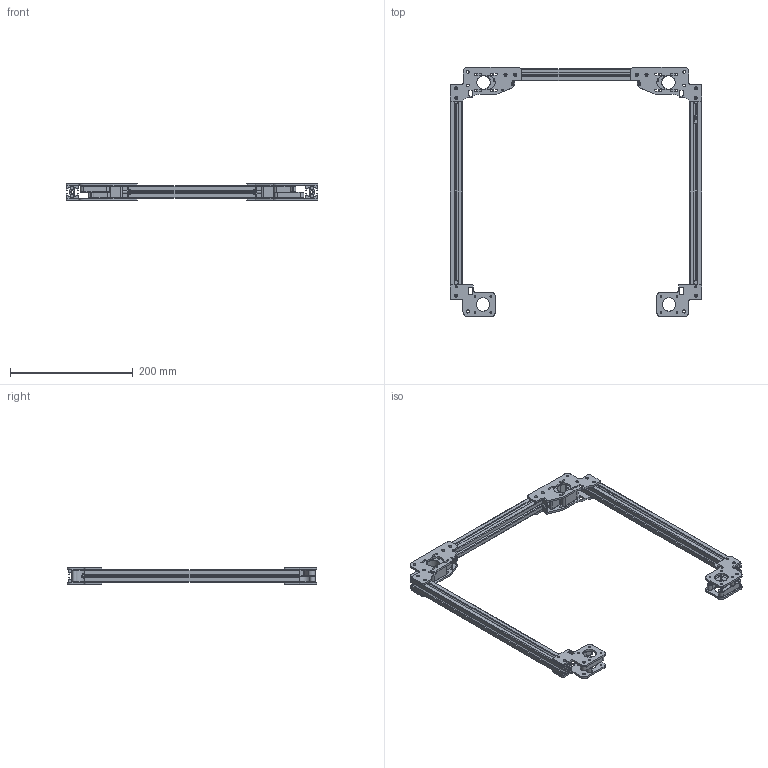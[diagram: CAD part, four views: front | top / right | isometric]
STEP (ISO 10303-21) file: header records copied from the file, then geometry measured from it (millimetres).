
FILE_DESCRIPTION(/* description */ (''),/* implementation_level */ '2;1');
FILE_NAME(/* name */ '2.4_AWD_NEMA14 v3.step',/* time_stamp */ '2023-03-08T11:08:50-08:00',/* author */ (''),/* organization */ (''),/* preprocessor_version */ 'ST-DEVELOPER v19.2',/* originating_system */ 'Autodesk Translation Framework v11.17.0.187',/* authorisation */ '');
FILE_SCHEMA (('AUTOMOTIVE_DESIGN { 1 0 10303 214 3 1 1 }'));
Products named in the file (40): 2.4_AWD_NEMA14; HFSB5-2020-350; 2020 Drop-in T-nut, M5 (55); 2020 Drop-in T-nut, M5 (54); 2020 Drop-in T-nut, M5 (53); 2020 Drop-in T-nut, M3 (56); 2020 Drop-in T-nut, M3 (37); 2020 Drop-in T-nut, M3 (38); 2020 Drop-in T-nut, M3 (39); 2020 Drop-in T-nut, M3 (40); 2020 Drop-in T-nut, M3 (41); 2020 Drop-in T-nut, M3 (42); 2020 Drop-in T-nut, M3 (43); 2020 Drop-in T-nut, M3 (44); 2020 Drop-in T-nut, M3 (54); 2020 Drop-in T-nut, M3 (30); 2020 Drop-in T-nut, M5 (14); 2020 Drop-in T-nut, M5 (13); 2020 Drop-in T-nut, M5 (15); HFSB5-2020-350 (1); 2020 Drop-in T-nut, M5 (47); 2020 Drop-in T-nut, M5 (60); 2020 Drop-in T-nut, M5 (52); 2020 Drop-in T-nut, M3 (55); 2020 Drop-in T-nut, M3 (45); 2020 Drop-in T-nut, M3 (46); 2020 Drop-in T-nut, M3 (47); 2020 Drop-in T-nut, M3 (48); 2020 Drop-in T-nut, M3 (49); 2020 Drop-in T-nut, M3 (50); 2020 Drop-in T-nut, M3 (51); 2020 Drop-in T-nut, M3 (52); 2020 Drop-in T-nut, M5 (18); 2020 Drop-in T-nut, M5 (17); 2020 Drop-in T-nut, M5 (16); 2020 Drop-in T-nut, M3 (31); Front_Left_Drive; Rear_Left-Drive; Rear_Right_Drive; Front_Right_Drive
Assembly tree (39 placements, depth 3):
  2.4_AWD_NEMA14
    HFSB5-2020-350
      2020 Drop-in T-nut, M5 (55)
      2020 Drop-in T-nut, M5 (54)
      2020 Drop-in T-nut, M5 (53)
      2020 Drop-in T-nut, M3 (56)
      2020 Drop-in T-nut, M3 (37)
      2020 Drop-in T-nut, M3 (38)
      2020 Drop-in T-nut, M3 (39)
      2020 Drop-in T-nut, M3 (40)
      2020 Drop-in T-nut, M3 (41)
      2020 Drop-in T-nut, M3 (42)
      2020 Drop-in T-nut, M3 (43)
      2020 Drop-in T-nut, M3 (44)
      2020 Drop-in T-nut, M3 (54)
      2020 Drop-in T-nut, M3 (30)
      2020 Drop-in T-nut, M5 (14)
      2020 Drop-in T-nut, M5 (13)
      2020 Drop-in T-nut, M5 (15)
    HFSB5-2020-350 (1)
      2020 Drop-in T-nut, M5 (47)
      2020 Drop-in T-nut, M5 (60)
      2020 Drop-in T-nut, M5 (52)
      2020 Drop-in T-nut, M3 (55)
      2020 Drop-in T-nut, M3 (45)
      2020 Drop-in T-nut, M3 (46)
      2020 Drop-in T-nut, M3 (47)
      2020 Drop-in T-nut, M3 (48)
      2020 Drop-in T-nut, M3 (49)
      2020 Drop-in T-nut, M3 (50)
      2020 Drop-in T-nut, M3 (51)
      2020 Drop-in T-nut, M3 (52)
      2020 Drop-in T-nut, M5 (18)
      2020 Drop-in T-nut, M5 (17)
      2020 Drop-in T-nut, M5 (16)
      2020 Drop-in T-nut, M3 (31)
    Front_Left_Drive
    Rear_Left-Drive
    Rear_Right_Drive
    Front_Right_Drive
Bounding box: 410.05 x 406.02 x 26.6 mm (x, y, z)
Volume: 306696.3 mm3; surface area: 261086.6 mm2
Topology: 52 solids, 52 shells, 1762 faces, 4848 edges, 3143 vertices
Faces by surface type: plane 769, cylinder 682, torus 114, cone 103, bspline 72, sphere 22
Full cylindrical faces by diameter (mm): 2.6 x2, 3 x8, 3.05 x28, 3.086 x21, 4.2 x15, 4.32 x8, 5 x4, 5.05 x2, 5.1 x26, 6.3 x2, 9.5 x2, 22.05 x4
Entity records: 67353 total; most frequent: CARTESIAN_POINT 20206, DIRECTION 9747, ORIENTED_EDGE 9680, EDGE_CURVE 4840, AXIS2_PLACEMENT_3D 3554, VERTEX_POINT 3143, LINE 2639, VECTOR 2639
